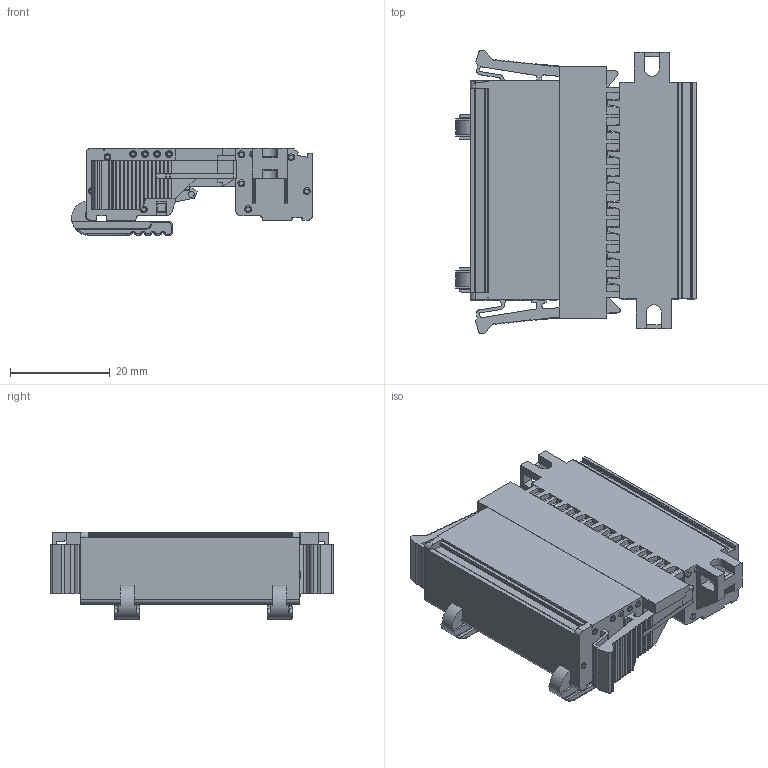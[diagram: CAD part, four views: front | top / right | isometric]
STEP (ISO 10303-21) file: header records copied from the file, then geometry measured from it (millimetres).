
FILE_DESCRIPTION(/* description */ ('Unknown'),/* implementation_level */ '2;1');
FILE_NAME(/* name */ 'DPSC5.08PMV-8W_3D_Solid',/* time_stamp */ '2026-01-10T13:46:25+05:00',/* author */ ('Unknown'),/* organization */ ('Unknown'),/* preprocessor_version */ 'ST-DEVELOPER v16.7',/* originating_system */ 'Solid Edge',/* authorisation */ 'Unknown');
FILE_SCHEMA (('AUTOMOTIVE_DESIGN {1 0 10303 214 3 1 1}'));
Products named in the file (1): DPSC5.08PMV-8W_3D_Solid
Bounding box: 48.16 x 56.7 x 17.59 mm (x, y, z)
Volume: 24298.9 mm3; surface area: 14033.2 mm2
Topology: 1 solids, 2 shells, 3215 faces, 9193 edges, 6055 vertices
Faces by surface type: plane 2309, cylinder 503, bspline 313, torus 54, sphere 18, cone 18
Full cylindrical faces by diameter (mm): 0.8 x7, 1.2 x8, 1.3 x1
Entity records: 132926 total; most frequent: CARTESIAN_POINT 28238, ORIENTED_EDGE 18284, DIRECTION 15195, EDGE_CURVE 9142, LINE 7001, VECTOR 7001, VERTEX_POINT 6052, AXIS2_PLACEMENT_3D 4097
